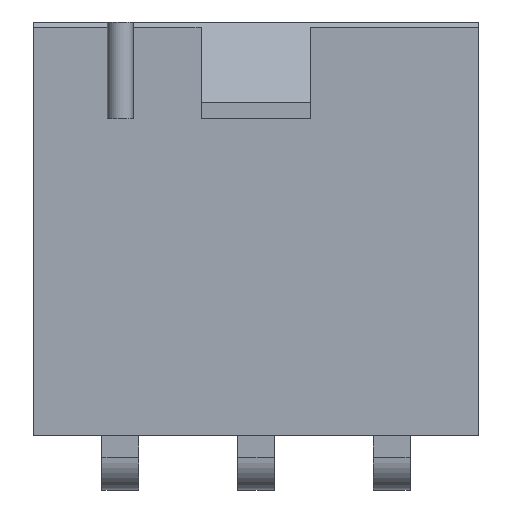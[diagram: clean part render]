
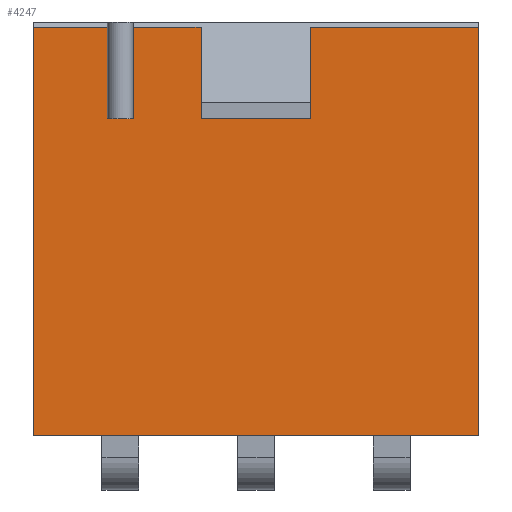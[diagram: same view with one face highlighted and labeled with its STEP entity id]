
A CAD part, top view. The second image highlights one B-rep face of the part: STEP entity #4247.
In plain terms, the highlighted face is planar.
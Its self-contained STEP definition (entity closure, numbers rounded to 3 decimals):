
#650=ORIENTED_EDGE('',*,*,#1153,.F.);
#651=ORIENTED_EDGE('',*,*,#946,.F.);
#652=ORIENTED_EDGE('',*,*,#942,.F.);
#653=ORIENTED_EDGE('',*,*,#945,.T.);
#654=ORIENTED_EDGE('',*,*,#1152,.F.);
#655=ORIENTED_EDGE('',*,*,#1216,.T.);
#656=ORIENTED_EDGE('',*,*,#1226,.T.);
#657=ORIENTED_EDGE('',*,*,#1213,.F.);
#658=ORIENTED_EDGE('',*,*,#1157,.F.);
#659=ORIENTED_EDGE('',*,*,#1161,.F.);
#660=ORIENTED_EDGE('',*,*,#1163,.F.);
#661=ORIENTED_EDGE('',*,*,#1165,.F.);
#942=EDGE_CURVE('',#1372,#1373,#1649,.T.);
#945=EDGE_CURVE('',#1372,#1374,#1651,.T.);
#946=EDGE_CURVE('',#1373,#1375,#1652,.T.);
#1152=EDGE_CURVE('',#1515,#1374,#1834,.T.);
#1153=EDGE_CURVE('',#1375,#1516,#1835,.T.);
#1157=EDGE_CURVE('',#1519,#1512,#1839,.T.);
#1161=EDGE_CURVE('',#1522,#1519,#1843,.T.);
#1163=EDGE_CURVE('',#1523,#1522,#1845,.T.);
#1165=EDGE_CURVE('',#1516,#1523,#1847,.T.);
#1213=EDGE_CURVE('',#1512,#1557,#1895,.T.);
#1216=EDGE_CURVE('',#1515,#1559,#1898,.T.);
#1226=EDGE_CURVE('',#1559,#1557,#1908,.T.);
#1372=VERTEX_POINT('',#5350);
#1373=VERTEX_POINT('',#5351);
#1374=VERTEX_POINT('',#5355);
#1375=VERTEX_POINT('',#5358);
#1512=VERTEX_POINT('',#5772);
#1515=VERTEX_POINT('',#5777);
#1516=VERTEX_POINT('',#5780);
#1519=VERTEX_POINT('',#5786);
#1522=VERTEX_POINT('',#5796);
#1523=VERTEX_POINT('',#5800);
#1557=VERTEX_POINT('',#5901);
#1559=VERTEX_POINT('',#5907);
#1649=LINE('',#5349,#2047);
#1651=LINE('',#5356,#2049);
#1652=LINE('',#5357,#2050);
#1834=LINE('',#5778,#2232);
#1835=LINE('',#5779,#2233);
#1839=LINE('',#5787,#2237);
#1843=LINE('',#5795,#2241);
#1845=LINE('',#5799,#2243);
#1847=LINE('',#5803,#2245);
#1895=LINE('',#5900,#2293);
#1898=LINE('',#5906,#2296);
#1908=LINE('',#5924,#2306);
#2047=VECTOR('',#4541,1000.);
#2049=VECTOR('',#4547,1000.);
#2050=VECTOR('',#4548,1000.);
#2232=VECTOR('',#4926,1000.);
#2233=VECTOR('',#4927,1000.);
#2237=VECTOR('',#4931,1000.);
#2241=VECTOR('',#4939,1000.);
#2243=VECTOR('',#4943,1000.);
#2245=VECTOR('',#4947,1000.);
#2293=VECTOR('',#5027,1000.);
#2296=VECTOR('',#5032,1000.);
#2306=VECTOR('',#5052,1000.);
#2556=EDGE_LOOP('',(#650,#651,#652,#653,#654,#655,#656,#657,#658,#659,#660,
#661));
#2740=FACE_BOUND('',#2556,.T.);
#2896=PLANE('',#4449);
#4247=ADVANCED_FACE('',(#2740),#2896,.T.);
#4449=AXIS2_PLACEMENT_3D('',#5949,#5065,#5066);
#4541=DIRECTION('',(-1.,0.,0.));
#4547=DIRECTION('',(0.,0.,1.));
#4548=DIRECTION('',(0.,0.,1.));
#4926=DIRECTION('',(-1.,0.,0.));
#4927=DIRECTION('',(-1.,0.,0.));
#4931=DIRECTION('',(-1.,0.,0.));
#4939=DIRECTION('',(0.,0.,1.));
#4943=DIRECTION('',(-1.,0.,0.));
#4947=DIRECTION('',(0.,0.,-1.));
#5027=DIRECTION('',(0.,0.,-1.));
#5032=DIRECTION('',(0.,0.,-1.));
#5052=DIRECTION('',(-1.,0.,0.));
#5065=DIRECTION('',(0.,1.,0.));
#5066=DIRECTION('',(0.,0.,1.));
#5349=CARTESIAN_POINT('',(3.8,2.7,3.4));
#5350=CARTESIAN_POINT('',(4.6,2.7,3.4));
#5351=CARTESIAN_POINT('',(3.8,2.7,3.4));
#5355=CARTESIAN_POINT('',(4.6,2.7,6.233));
#5356=CARTESIAN_POINT('',(4.6,2.7,3.4));
#5357=CARTESIAN_POINT('',(3.8,2.7,3.4));
#5358=CARTESIAN_POINT('',(3.8,2.7,6.233));
#5772=CARTESIAN_POINT('',(-6.9,2.7,6.233));
#5777=CARTESIAN_POINT('',(6.9,2.7,6.233));
#5778=CARTESIAN_POINT('',(6.9,2.7,6.233));
#5779=CARTESIAN_POINT('',(6.9,2.7,6.233));
#5780=CARTESIAN_POINT('',(1.7,2.7,6.233));
#5786=CARTESIAN_POINT('',(-1.7,2.7,6.233));
#5787=CARTESIAN_POINT('',(6.9,2.7,6.233));
#5795=CARTESIAN_POINT('',(-1.7,2.7,3.4));
#5796=CARTESIAN_POINT('',(-1.7,2.7,3.4));
#5799=CARTESIAN_POINT('',(1.7,2.7,3.4));
#5800=CARTESIAN_POINT('',(1.7,2.7,3.4));
#5803=CARTESIAN_POINT('',(1.7,2.7,6.4));
#5900=CARTESIAN_POINT('',(-6.9,2.7,6.4));
#5901=CARTESIAN_POINT('',(-6.9,2.7,-6.4));
#5906=CARTESIAN_POINT('',(6.9,2.7,6.4));
#5907=CARTESIAN_POINT('',(6.9,2.7,-6.4));
#5924=CARTESIAN_POINT('',(6.9,2.7,-6.4));
#5949=CARTESIAN_POINT('',(6.9,2.7,6.4));
